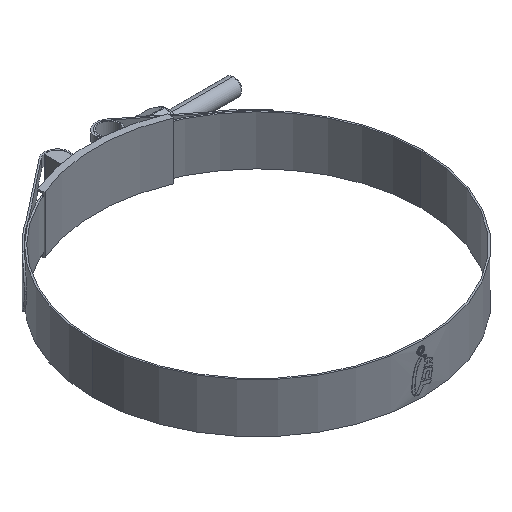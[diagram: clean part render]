
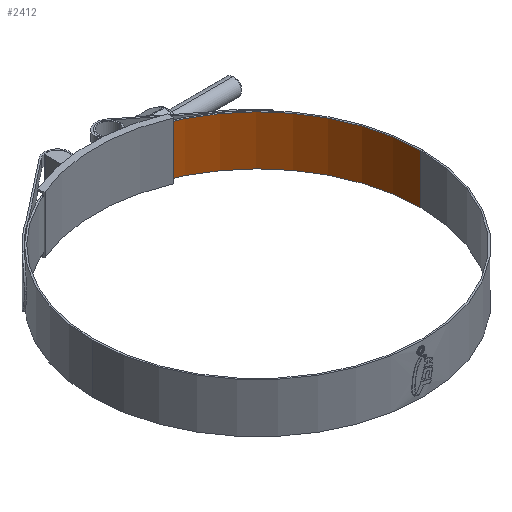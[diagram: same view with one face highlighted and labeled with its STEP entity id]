
A CAD part, isometric view. The second image highlights one B-rep face of the part: STEP entity #2412.
In plain terms, the highlighted cylindrical face has radius 63 mm (diameter 126 mm), a partial arc.
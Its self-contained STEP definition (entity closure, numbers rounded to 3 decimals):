
#230 = CIRCLE ( 'NONE', #10623, 63. ) ;
#1255 = ORIENTED_EDGE ( 'NONE', *, *, #4485, .F. ) ;
#2051 = AXIS2_PLACEMENT_3D ( 'NONE', #12434, #6714, #2381 ) ;
#2192 = ORIENTED_EDGE ( 'NONE', *, *, #5349, .T. ) ;
#2245 = DIRECTION ( 'NONE',  ( 0., 0., -1. ) ) ;
#2289 = CARTESIAN_POINT ( 'NONE',  ( 63., 0., 9.525 ) ) ;
#2381 = DIRECTION ( 'NONE',  ( -1., 0., 0. ) ) ;
#2412 = ADVANCED_FACE ( 'NONE', ( #11512 ), #12833, .F. ) ;
#2746 = CIRCLE ( 'NONE', #2051, 63. ) ;
#2908 = DIRECTION ( 'NONE',  ( 0., 0., -1. ) ) ;
#2937 = AXIS2_PLACEMENT_3D ( 'NONE', #4064, #2908, #6311 ) ;
#4064 = CARTESIAN_POINT ( 'NONE',  ( 0., 0., 9.525 ) ) ;
#4103 = DIRECTION ( 'NONE',  ( 0., 0., -1. ) ) ;
#4485 = EDGE_CURVE ( 'NONE', #4657, #13757, #9587, .T. ) ;
#4657 = VERTEX_POINT ( 'NONE', #2289 ) ;
#5258 = LINE ( 'NONE', #12802, #10838 ) ;
#5349 = EDGE_CURVE ( 'NONE', #13342, #13757, #2746, .T. ) ;
#6278 = DIRECTION ( 'NONE',  ( 0., 0., -1. ) ) ;
#6311 = DIRECTION ( 'NONE',  ( -1., 0., 0. ) ) ;
#6476 = VERTEX_POINT ( 'NONE', #8829 ) ;
#6508 = DIRECTION ( 'NONE',  ( -1., 0., 0. ) ) ;
#6714 = DIRECTION ( 'NONE',  ( 0., 0., -1. ) ) ;
#7580 = ORIENTED_EDGE ( 'NONE', *, *, #10348, .F. ) ;
#8071 = ORIENTED_EDGE ( 'NONE', *, *, #9732, .T. ) ;
#8829 = CARTESIAN_POINT ( 'NONE',  ( 9.265, 62.315, 9.525 ) ) ;
#9587 = LINE ( 'NONE', #14037, #11736 ) ;
#9732 = EDGE_CURVE ( 'NONE', #6476, #13342, #5258, .T. ) ;
#10051 = EDGE_LOOP ( 'NONE', ( #1255, #7580, #8071, #2192 ) ) ;
#10348 = EDGE_CURVE ( 'NONE', #6476, #4657, #230, .T. ) ;
#10623 = AXIS2_PLACEMENT_3D ( 'NONE', #12151, #2245, #6508 ) ;
#10838 = VECTOR ( 'NONE', #6278, 1000. ) ;
#11512 = FACE_OUTER_BOUND ( 'NONE', #10051, .T. ) ;
#11736 = VECTOR ( 'NONE', #4103, 1000. ) ;
#12013 = CARTESIAN_POINT ( 'NONE',  ( 9.265, 62.315, -9.525 ) ) ;
#12151 = CARTESIAN_POINT ( 'NONE',  ( 0., 0., 9.525 ) ) ;
#12213 = CARTESIAN_POINT ( 'NONE',  ( 63., 0., -9.525 ) ) ;
#12434 = CARTESIAN_POINT ( 'NONE',  ( 0., 0., -9.525 ) ) ;
#12802 = CARTESIAN_POINT ( 'NONE',  ( 9.265, 62.315, 9.525 ) ) ;
#12833 = CYLINDRICAL_SURFACE ( 'NONE', #2937, 63. ) ;
#13342 = VERTEX_POINT ( 'NONE', #12013 ) ;
#13757 = VERTEX_POINT ( 'NONE', #12213 ) ;
#14037 = CARTESIAN_POINT ( 'NONE',  ( 63., 0., 9.525 ) ) ;
